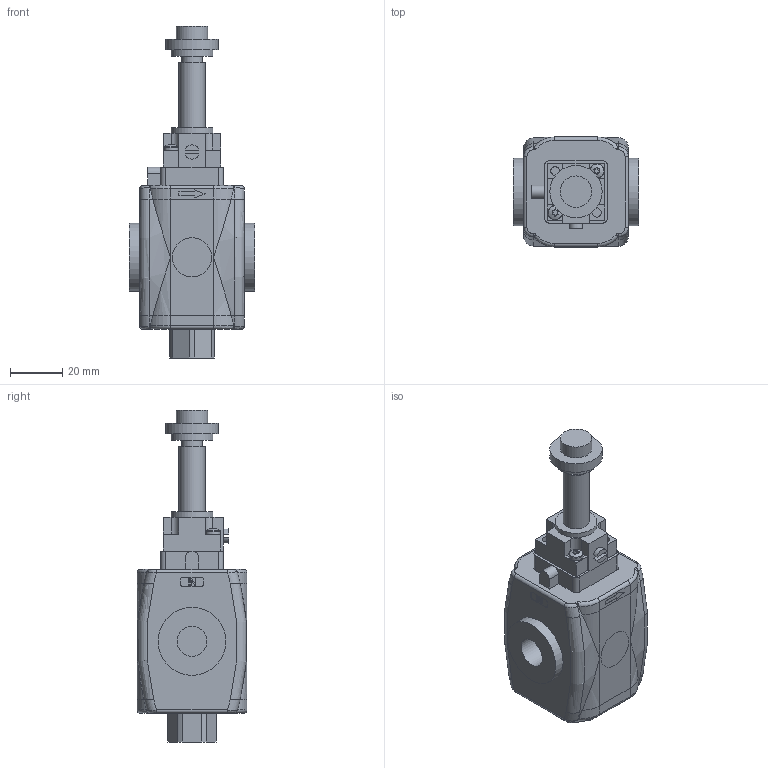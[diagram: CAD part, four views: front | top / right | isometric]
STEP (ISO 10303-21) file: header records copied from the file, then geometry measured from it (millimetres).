
FILE_DESCRIPTION((''),'2;1');
FILE_NAME('#171BVEB2.iam.step','2010-08-23T14:22:00',(''),(''),'Autodesk Inventor 2010','Autodesk Inventor 2010','');
FILE_SCHEMA(('AUTOMOTIVE_DESIGN { 1 0 10303 214 1 1 1 1 }'));
Length unit declared in the file: millimetre
Products named in the file (4): #171BVEB2; #171BVE; M2; VAPTRX3x12
Assembly tree (4 placements, depth 2):
  #171BVEB2
    #171BVE
    M2
    VAPTRX3x12  x2
Bounding box: 48 x 42 x 127 mm (x, y, z)
Volume: 107929.8 mm3; surface area: 19398.1 mm2
Topology: 4 solids, 4 shells, 353 faces, 839 edges, 523 vertices
Faces by surface type: plane 145, cylinder 108, bspline 72, torus 24, cone 2, sphere 2
Full cylindrical faces by diameter (mm): 2 x1, 3 x2, 5.5 x2, 8 x1, 10 x1, 11.445 x1, 12 x1, 16 x2, 20 x1, 26 x1
Entity records: 10117 total; most frequent: CARTESIAN_POINT 3013, ORIENTED_EDGE 1438, DIRECTION 1345, EDGE_CURVE 719, VERTEX_POINT 466, AXIS2_PLACEMENT_3D 462, VECTOR 421, LINE 421
